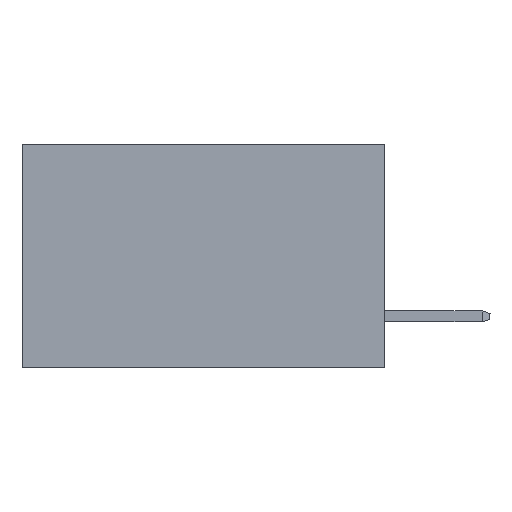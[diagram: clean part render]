
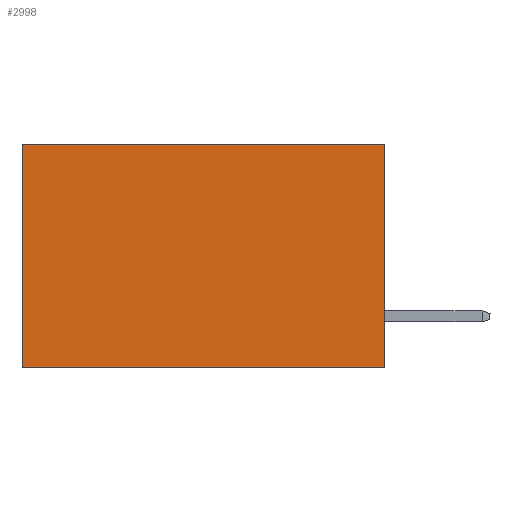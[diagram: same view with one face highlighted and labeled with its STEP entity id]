
A CAD part, left-side view. The second image highlights one B-rep face of the part: STEP entity #2998.
In plain terms, the highlighted planar face has unit normal (-1, 0, 0).
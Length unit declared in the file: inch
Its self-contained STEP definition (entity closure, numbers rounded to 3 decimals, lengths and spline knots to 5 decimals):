
#177 = CARTESIAN_POINT ( 'NONE',  ( 0.298, 0., 0. ) ) ;
#1396 = CARTESIAN_POINT ( 'NONE',  ( 0.298, 0., -0.37 ) ) ;
#1455 = VERTEX_POINT ( 'NONE', #16085 ) ;
#1895 = VERTEX_POINT ( 'NONE', #1396 ) ;
#2205 = CARTESIAN_POINT ( 'NONE',  ( 0.298, 0., -0.37 ) ) ;
#2359 = LINE ( 'NONE', #8482, #13980 ) ;
#2596 = LINE ( 'NONE', #2205, #5076 ) ;
#2598 = AXIS2_PLACEMENT_3D ( 'NONE', #3850, #15567, #13029 ) ;
#2629 = VERTEX_POINT ( 'NONE', #13541 ) ;
#2998 = ADVANCED_FACE ( 'NONE', ( #15311 ), #5243, .F. ) ;
#3850 = CARTESIAN_POINT ( 'NONE',  ( 0.298, 0., 0. ) ) ;
#4640 = EDGE_CURVE ( 'NONE', #1895, #2629, #2596, .T. ) ;
#5076 = VECTOR ( 'NONE', #11289, 39.37008 ) ;
#5243 = PLANE ( 'NONE',  #2598 ) ;
#5686 = LINE ( 'NONE', #177, #7897 ) ;
#5757 = ORIENTED_EDGE ( 'NONE', *, *, #10650, .T. ) ;
#6017 = VERTEX_POINT ( 'NONE', #11833 ) ;
#6139 = VECTOR ( 'NONE', #10035, 39.37008 ) ;
#7180 = DIRECTION ( 'NONE',  ( 0., 1., 0. ) ) ;
#7343 = LINE ( 'NONE', #11352, #6139 ) ;
#7897 = VECTOR ( 'NONE', #15797, 39.37008 ) ;
#7984 = EDGE_LOOP ( 'NONE', ( #9235, #15946, #11146, #5757 ) ) ;
#8482 = CARTESIAN_POINT ( 'NONE',  ( 0.298, 0., 0. ) ) ;
#8743 = EDGE_CURVE ( 'NONE', #6017, #2629, #7343, .T. ) ;
#9235 = ORIENTED_EDGE ( 'NONE', *, *, #8743, .T. ) ;
#10011 = EDGE_CURVE ( 'NONE', #1455, #1895, #5686, .T. ) ;
#10035 = DIRECTION ( 'NONE',  ( 0., 0., -1. ) ) ;
#10650 = EDGE_CURVE ( 'NONE', #1455, #6017, #2359, .T. ) ;
#11146 = ORIENTED_EDGE ( 'NONE', *, *, #10011, .F. ) ;
#11289 = DIRECTION ( 'NONE',  ( 0., 1., 0. ) ) ;
#11352 = CARTESIAN_POINT ( 'NONE',  ( 0.298, 0.6, 0. ) ) ;
#11833 = CARTESIAN_POINT ( 'NONE',  ( 0.298, 0.6, 0. ) ) ;
#13029 = DIRECTION ( 'NONE',  ( 0., 0., -1. ) ) ;
#13541 = CARTESIAN_POINT ( 'NONE',  ( 0.298, 0.6, -0.37 ) ) ;
#13980 = VECTOR ( 'NONE', #7180, 39.37008 ) ;
#15311 = FACE_OUTER_BOUND ( 'NONE', #7984, .T. ) ;
#15567 = DIRECTION ( 'NONE',  ( 1., 0., 0. ) ) ;
#15797 = DIRECTION ( 'NONE',  ( 0., 0., -1. ) ) ;
#15946 = ORIENTED_EDGE ( 'NONE', *, *, #4640, .F. ) ;
#16085 = CARTESIAN_POINT ( 'NONE',  ( 0.298, 0., 0. ) ) ;
